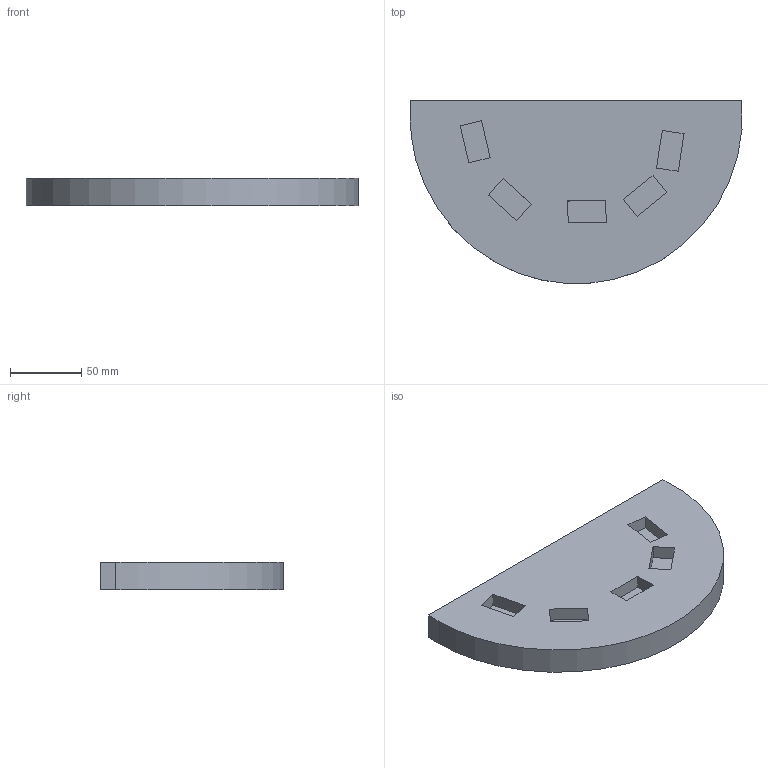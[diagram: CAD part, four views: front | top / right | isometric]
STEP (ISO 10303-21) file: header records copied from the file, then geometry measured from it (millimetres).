
FILE_DESCRIPTION(/* description */ (''),/* implementation_level */ '2;1');
FILE_NAME(/* name */ 'USINAG~2',/* time_stamp */ '2020-01-27T16:11:30+01:00',/* author */ (''),/* organization */ (''),/* preprocessor_version */ 'ST-DEVELOPER v16.5',/* originating_system */ '',/* authorisation */ '');
FILE_SCHEMA (('AUTOMOTIVE_DESIGN'));
Length unit declared in the file: centimetre
Products named in the file (1): Document
Bounding box: 232.33 x 127.99 x 19.06 mm (x, y, z)
Volume: 435777.8 mm3; surface area: 64662 mm2
Topology: 1 solids, 1 shells, 39 faces, 87 edges, 58 vertices
Faces by surface type: plane 31, bspline 8
Entity records: 1045 total; most frequent: CARTESIAN_POINT 405, ORIENTED_EDGE 174, EDGE_CURVE 87, B_SPLINE_CURVE_WITH_KNOTS 70, VERTEX_POINT 58, EDGE_LOOP 47, ADVANCED_FACE 39, FACE_OUTER_BOUND 39
